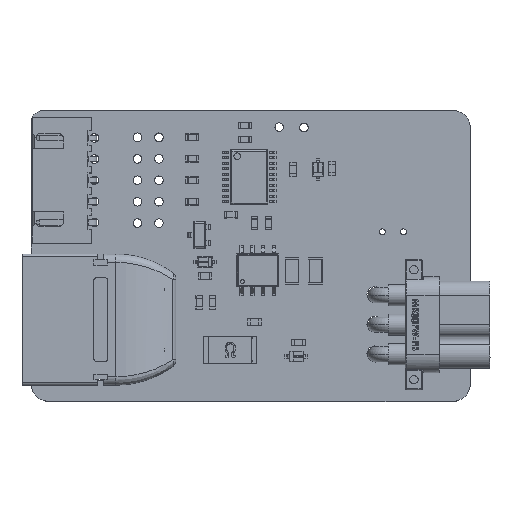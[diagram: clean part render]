
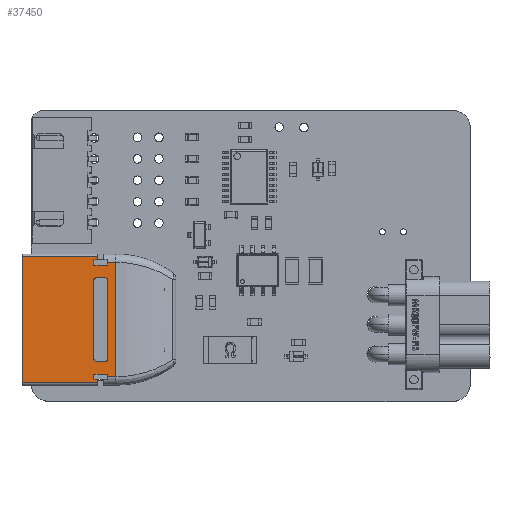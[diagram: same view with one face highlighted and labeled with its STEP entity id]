
A CAD part, top view. The second image highlights one B-rep face of the part: STEP entity #37450.
In plain terms, the highlighted face is planar.
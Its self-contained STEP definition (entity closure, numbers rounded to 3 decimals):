
#37450 = ADVANCED_FACE('',(#37451,#37581),#37651,.T.);
#37451 = FACE_BOUND('',#37452,.T.);
#37452 = EDGE_LOOP('',(#37453,#37463,#37471,#37479,#37487,#37495,#37503,
    #37511,#37519,#37527,#37535,#37543,#37551,#37559,#37567,#37575));
#37453 = ORIENTED_EDGE('',*,*,#37454,.T.);
#37454 = EDGE_CURVE('',#37455,#37457,#37459,.T.);
#37455 = VERTEX_POINT('',#37456);
#37456 = CARTESIAN_POINT('',(-6.45,4.2,10.1));
#37457 = VERTEX_POINT('',#37458);
#37458 = CARTESIAN_POINT('',(-6.75,4.2,10.1));
#37459 = LINE('',#37460,#37461);
#37460 = CARTESIAN_POINT('',(-7.05,4.2,10.1));
#37461 = VECTOR('',#37462,1.);
#37462 = DIRECTION('',(-1.,-0.,-0.));
#37463 = ORIENTED_EDGE('',*,*,#37464,.T.);
#37464 = EDGE_CURVE('',#37457,#37465,#37467,.T.);
#37465 = VERTEX_POINT('',#37466);
#37466 = CARTESIAN_POINT('',(-6.75,4.2,11.1));
#37467 = LINE('',#37468,#37469);
#37468 = CARTESIAN_POINT('',(-6.75,4.2,11.1));
#37469 = VECTOR('',#37470,1.);
#37470 = DIRECTION('',(0.,-0.,1.));
#37471 = ORIENTED_EDGE('',*,*,#37472,.T.);
#37472 = EDGE_CURVE('',#37465,#37473,#37475,.T.);
#37473 = VERTEX_POINT('',#37474);
#37474 = CARTESIAN_POINT('',(6.75,4.2,11.1));
#37475 = LINE('',#37476,#37477);
#37476 = CARTESIAN_POINT('',(-7.75,4.2,11.1));
#37477 = VECTOR('',#37478,1.);
#37478 = DIRECTION('',(1.,-0.,-0.));
#37479 = ORIENTED_EDGE('',*,*,#37480,.T.);
#37480 = EDGE_CURVE('',#37473,#37481,#37483,.T.);
#37481 = VERTEX_POINT('',#37482);
#37482 = CARTESIAN_POINT('',(6.75,4.2,10.1));
#37483 = LINE('',#37484,#37485);
#37484 = CARTESIAN_POINT('',(6.75,4.2,11.1));
#37485 = VECTOR('',#37486,1.);
#37486 = DIRECTION('',(-0.,0.,-1.));
#37487 = ORIENTED_EDGE('',*,*,#37488,.T.);
#37488 = EDGE_CURVE('',#37481,#37489,#37491,.T.);
#37489 = VERTEX_POINT('',#37490);
#37490 = CARTESIAN_POINT('',(6.45,4.2,10.1));
#37491 = LINE('',#37492,#37493);
#37492 = CARTESIAN_POINT('',(7.05,4.2,10.1));
#37493 = VECTOR('',#37494,1.);
#37494 = DIRECTION('',(-1.,0.,0.));
#37495 = ORIENTED_EDGE('',*,*,#37496,.T.);
#37496 = EDGE_CURVE('',#37489,#37497,#37499,.T.);
#37497 = VERTEX_POINT('',#37498);
#37498 = CARTESIAN_POINT('',(6.45,4.2,8.5));
#37499 = LINE('',#37500,#37501);
#37500 = CARTESIAN_POINT('',(6.45,4.2,8.5));
#37501 = VECTOR('',#37502,1.);
#37502 = DIRECTION('',(0.,-0.,-1.));
#37503 = ORIENTED_EDGE('',*,*,#37504,.T.);
#37504 = EDGE_CURVE('',#37497,#37505,#37507,.T.);
#37505 = VERTEX_POINT('',#37506);
#37506 = CARTESIAN_POINT('',(7.05,4.2,8.5));
#37507 = LINE('',#37508,#37509);
#37508 = CARTESIAN_POINT('',(7.05,4.2,8.5));
#37509 = VECTOR('',#37510,1.);
#37510 = DIRECTION('',(1.,-0.,-0.));
#37511 = ORIENTED_EDGE('',*,*,#37512,.T.);
#37512 = EDGE_CURVE('',#37505,#37513,#37515,.T.);
#37513 = VERTEX_POINT('',#37514);
#37514 = CARTESIAN_POINT('',(7.05,4.2,8.95));
#37515 = LINE('',#37516,#37517);
#37516 = CARTESIAN_POINT('',(7.05,4.2,8.5));
#37517 = VECTOR('',#37518,1.);
#37518 = DIRECTION('',(0.,0.,1.));
#37519 = ORIENTED_EDGE('',*,*,#37520,.F.);
#37520 = EDGE_CURVE('',#37521,#37513,#37523,.T.);
#37521 = VERTEX_POINT('',#37522);
#37522 = CARTESIAN_POINT('',(7.45,4.2,8.95));
#37523 = LINE('',#37524,#37525);
#37524 = CARTESIAN_POINT('',(0.,4.2,8.95));
#37525 = VECTOR('',#37526,1.);
#37526 = DIRECTION('',(-1.,0.,0.));
#37527 = ORIENTED_EDGE('',*,*,#37528,.T.);
#37528 = EDGE_CURVE('',#37521,#37529,#37531,.T.);
#37529 = VERTEX_POINT('',#37530);
#37530 = CARTESIAN_POINT('',(7.45,4.2,0.));
#37531 = LINE('',#37532,#37533);
#37532 = CARTESIAN_POINT('',(7.45,4.2,11.1));
#37533 = VECTOR('',#37534,1.);
#37534 = DIRECTION('',(-0.,0.,-1.));
#37535 = ORIENTED_EDGE('',*,*,#37536,.F.);
#37536 = EDGE_CURVE('',#37537,#37529,#37539,.T.);
#37537 = VERTEX_POINT('',#37538);
#37538 = CARTESIAN_POINT('',(-7.45,4.2,0.));
#37539 = LINE('',#37540,#37541);
#37540 = CARTESIAN_POINT('',(-0.,4.2,0.));
#37541 = VECTOR('',#37542,1.);
#37542 = DIRECTION('',(1.,0.,0.));
#37543 = ORIENTED_EDGE('',*,*,#37544,.T.);
#37544 = EDGE_CURVE('',#37537,#37545,#37547,.T.);
#37545 = VERTEX_POINT('',#37546);
#37546 = CARTESIAN_POINT('',(-7.45,4.2,8.95));
#37547 = LINE('',#37548,#37549);
#37548 = CARTESIAN_POINT('',(-7.45,4.2,8.95));
#37549 = VECTOR('',#37550,1.);
#37550 = DIRECTION('',(0.,-0.,1.));
#37551 = ORIENTED_EDGE('',*,*,#37552,.F.);
#37552 = EDGE_CURVE('',#37553,#37545,#37555,.T.);
#37553 = VERTEX_POINT('',#37554);
#37554 = CARTESIAN_POINT('',(-7.05,4.2,8.95));
#37555 = LINE('',#37556,#37557);
#37556 = CARTESIAN_POINT('',(-8.45,4.2,8.95));
#37557 = VECTOR('',#37558,1.);
#37558 = DIRECTION('',(-1.,-0.,-0.));
#37559 = ORIENTED_EDGE('',*,*,#37560,.T.);
#37560 = EDGE_CURVE('',#37553,#37561,#37563,.T.);
#37561 = VERTEX_POINT('',#37562);
#37562 = CARTESIAN_POINT('',(-7.05,4.2,8.5));
#37563 = LINE('',#37564,#37565);
#37564 = CARTESIAN_POINT('',(-7.05,4.2,8.5));
#37565 = VECTOR('',#37566,1.);
#37566 = DIRECTION('',(0.,-0.,-1.));
#37567 = ORIENTED_EDGE('',*,*,#37568,.T.);
#37568 = EDGE_CURVE('',#37561,#37569,#37571,.T.);
#37569 = VERTEX_POINT('',#37570);
#37570 = CARTESIAN_POINT('',(-6.45,4.2,8.5));
#37571 = LINE('',#37572,#37573);
#37572 = CARTESIAN_POINT('',(-7.05,4.2,8.5));
#37573 = VECTOR('',#37574,1.);
#37574 = DIRECTION('',(1.,0.,0.));
#37575 = ORIENTED_EDGE('',*,*,#37576,.T.);
#37576 = EDGE_CURVE('',#37569,#37455,#37577,.T.);
#37577 = LINE('',#37578,#37579);
#37578 = CARTESIAN_POINT('',(-6.45,4.2,8.5));
#37579 = VECTOR('',#37580,1.);
#37580 = DIRECTION('',(0.,0.,1.));
#37581 = FACE_BOUND('',#37582,.T.);
#37582 = EDGE_LOOP('',(#37583,#37593,#37602,#37610,#37619,#37627,#37636,
    #37644));
#37583 = ORIENTED_EDGE('',*,*,#37584,.F.);
#37584 = EDGE_CURVE('',#37585,#37587,#37589,.T.);
#37585 = VERTEX_POINT('',#37586);
#37586 = CARTESIAN_POINT('',(-4.95,4.2,8.8));
#37587 = VERTEX_POINT('',#37588);
#37588 = CARTESIAN_POINT('',(-4.95,4.2,9.8));
#37589 = LINE('',#37590,#37591);
#37590 = CARTESIAN_POINT('',(-4.95,4.2,8.5));
#37591 = VECTOR('',#37592,1.);
#37592 = DIRECTION('',(0.,0.,1.));
#37593 = ORIENTED_EDGE('',*,*,#37594,.T.);
#37594 = EDGE_CURVE('',#37585,#37595,#37597,.T.);
#37595 = VERTEX_POINT('',#37596);
#37596 = CARTESIAN_POINT('',(-4.65,4.2,8.5));
#37597 = CIRCLE('',#37598,0.3);
#37598 = AXIS2_PLACEMENT_3D('',#37599,#37600,#37601);
#37599 = CARTESIAN_POINT('',(-4.65,4.2,8.8));
#37600 = DIRECTION('',(0.,-1.,0.));
#37601 = DIRECTION('',(0.,0.,1.));
#37602 = ORIENTED_EDGE('',*,*,#37603,.F.);
#37603 = EDGE_CURVE('',#37604,#37595,#37606,.T.);
#37604 = VERTEX_POINT('',#37605);
#37605 = CARTESIAN_POINT('',(4.65,4.2,8.5));
#37606 = LINE('',#37607,#37608);
#37607 = CARTESIAN_POINT('',(-4.95,4.2,8.5));
#37608 = VECTOR('',#37609,1.);
#37609 = DIRECTION('',(-1.,-0.,-0.));
#37610 = ORIENTED_EDGE('',*,*,#37611,.T.);
#37611 = EDGE_CURVE('',#37604,#37612,#37614,.T.);
#37612 = VERTEX_POINT('',#37613);
#37613 = CARTESIAN_POINT('',(4.95,4.2,8.8));
#37614 = CIRCLE('',#37615,0.3);
#37615 = AXIS2_PLACEMENT_3D('',#37616,#37617,#37618);
#37616 = CARTESIAN_POINT('',(4.65,4.2,8.8));
#37617 = DIRECTION('',(0.,-1.,0.));
#37618 = DIRECTION('',(0.,0.,1.));
#37619 = ORIENTED_EDGE('',*,*,#37620,.F.);
#37620 = EDGE_CURVE('',#37621,#37612,#37623,.T.);
#37621 = VERTEX_POINT('',#37622);
#37622 = CARTESIAN_POINT('',(4.95,4.2,9.8));
#37623 = LINE('',#37624,#37625);
#37624 = CARTESIAN_POINT('',(4.95,4.2,8.5));
#37625 = VECTOR('',#37626,1.);
#37626 = DIRECTION('',(-0.,-0.,-1.));
#37627 = ORIENTED_EDGE('',*,*,#37628,.T.);
#37628 = EDGE_CURVE('',#37621,#37629,#37631,.T.);
#37629 = VERTEX_POINT('',#37630);
#37630 = CARTESIAN_POINT('',(4.65,4.2,10.1));
#37631 = CIRCLE('',#37632,0.3);
#37632 = AXIS2_PLACEMENT_3D('',#37633,#37634,#37635);
#37633 = CARTESIAN_POINT('',(4.65,4.2,9.8));
#37634 = DIRECTION('',(-0.,-1.,0.));
#37635 = DIRECTION('',(0.,0.,1.));
#37636 = ORIENTED_EDGE('',*,*,#37637,.F.);
#37637 = EDGE_CURVE('',#37638,#37629,#37640,.T.);
#37638 = VERTEX_POINT('',#37639);
#37639 = CARTESIAN_POINT('',(-4.65,4.2,10.1));
#37640 = LINE('',#37641,#37642);
#37641 = CARTESIAN_POINT('',(-4.95,4.2,10.1));
#37642 = VECTOR('',#37643,1.);
#37643 = DIRECTION('',(1.,0.,0.));
#37644 = ORIENTED_EDGE('',*,*,#37645,.T.);
#37645 = EDGE_CURVE('',#37638,#37587,#37646,.T.);
#37646 = CIRCLE('',#37647,0.3);
#37647 = AXIS2_PLACEMENT_3D('',#37648,#37649,#37650);
#37648 = CARTESIAN_POINT('',(-4.65,4.2,9.8));
#37649 = DIRECTION('',(0.,-1.,0.));
#37650 = DIRECTION('',(0.,0.,1.));
#37651 = PLANE('',#37652);
#37652 = AXIS2_PLACEMENT_3D('',#37653,#37654,#37655);
#37653 = CARTESIAN_POINT('',(0.,4.2,11.1));
#37654 = DIRECTION('',(0.,1.,0.));
#37655 = DIRECTION('',(0.,-0.,1.));
